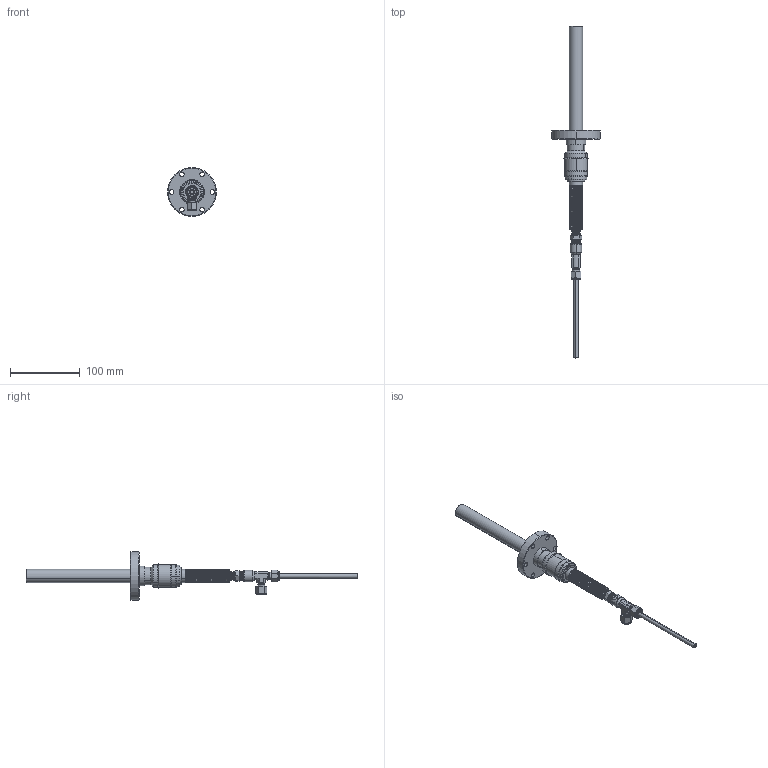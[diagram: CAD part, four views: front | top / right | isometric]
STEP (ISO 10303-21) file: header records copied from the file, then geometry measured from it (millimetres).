
FILE_DESCRIPTION (( 'STEP AP203' ), '1' );
FILE_NAME ('A2100-1-CF.STEP', '2013-06-13T12:08:20', ( '' ), ( '' ), 'SwSTEP 2.0', 'SolidWorks 2012', '' );
FILE_SCHEMA (( 'CONFIG_CONTROL_DESIGN' ));
Length unit declared in the file: inch
Products named in the file (1): A2100-1-CF
Bounding box: 69.85 x 477.59 x 69.85 mm (x, y, z)
Volume: 129411.4 mm3; surface area: 77654.4 mm2
Topology: 1 solids, 4 shells, 566 faces, 1205 edges, 683 vertices
Faces by surface type: cone 367, cylinder 112, plane 77, torus 6, bspline 4
Entity records: 15782 total; most frequent: CARTESIAN_POINT 3296, DIRECTION 2858, ORIENTED_EDGE 2410, EDGE_CURVE 1205, AXIS2_PLACEMENT_3D 1179, VERTEX_POINT 683, EDGE_LOOP 620, CIRCLE 616
